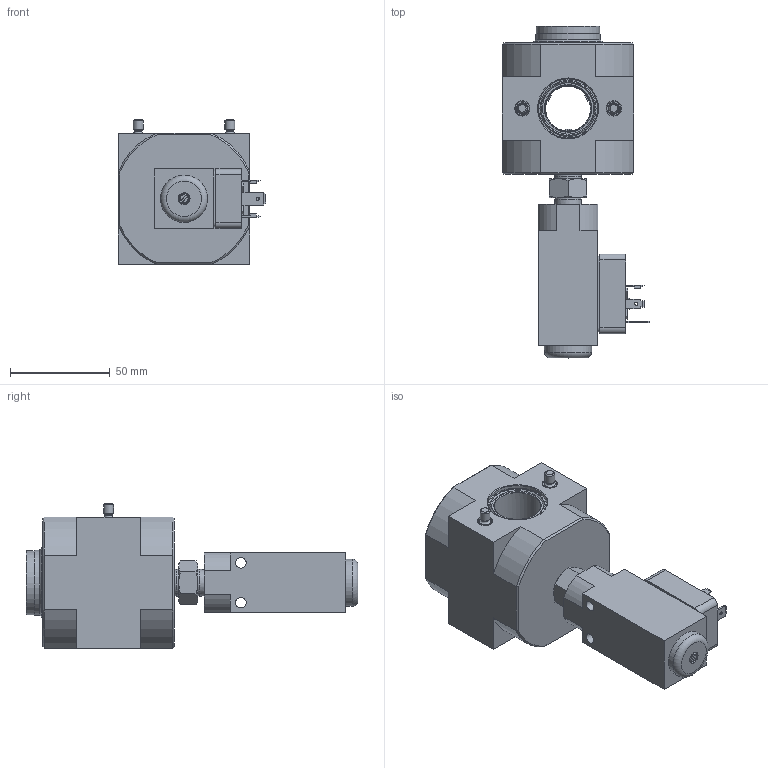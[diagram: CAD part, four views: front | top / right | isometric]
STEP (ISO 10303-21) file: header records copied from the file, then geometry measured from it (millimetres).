
FILE_DESCRIPTION(/* description */ ('STEP AP214'),/* implementation_level */ '2;1');
FILE_NAME(/* name */ '542186_FRM-Y-D-MAXI',/* time_stamp */ '2024-08-28T18:56:05+02:00',/* author */ ('License CC BY-ND 4.0'),/* organization */ ('CADENAS'),/* preprocessor_version */ 'ST-DEVELOPER v19.3',/* originating_system */ 'PARTsolutions',/* authorisation */ ' ');
FILE_SCHEMA (('AUTOMOTIVE_DESIGN {1 0 10303 214 3 1 1}'));
Length unit declared in the file: millimetre
Products named in the file (7): 542186 FRM-Y-D-MAXI; 724701 FRM-...-D-MAXI; 234370 FRB-D-MAXI; 151521 ESK-1/4-1/4; 175250 PEV-1/4-B-OD; DIN-908 G3/4A; 531775 OK-3/4
Assembly tree (7 placements, depth 2):
  542186 FRM-Y-D-MAXI
    724701 FRM-...-D-MAXI
    234370 FRB-D-MAXI  x2
    151521 ESK-1/4-1/4
    175250 PEV-1/4-B-OD
    DIN-908 G3/4A
    531775 OK-3/4
Bounding box: 74 x 166.75 x 72.8 mm (x, y, z)
Volume: 313227.8 mm3; surface area: 62599.2 mm2
Topology: 7 solids, 7 shells, 448 faces, 1106 edges, 708 vertices
Faces by surface type: plane 268, cylinder 94, cone 72, torus 12, sphere 2
Full cylindrical faces by diameter (mm): 1.65 x4, 2.459 x1, 3.7 x2, 4.134 x2, 5 x3, 5.3 x2, 5.6 x1, 6 x4, 6.93 x1, 7 x2, 11.445 x2, 13.482 x2, 14.7 x1, 22.7 x1, 23.3 x1, 24.117 x1, 26 x1, 26.441 x1, 26.7 x1, 30 x2, 32 x2, 32.6 x1, 34 x1, 35 x1, 62 x1
Entity records: 15007 total; most frequent: CARTESIAN_POINT 2346, DIRECTION 2103, ORIENTED_EDGE 1968, EDGE_CURVE 984, AXIS2_PLACEMENT_3D 740, VERTEX_POINT 683, LINE 623, VECTOR 623
